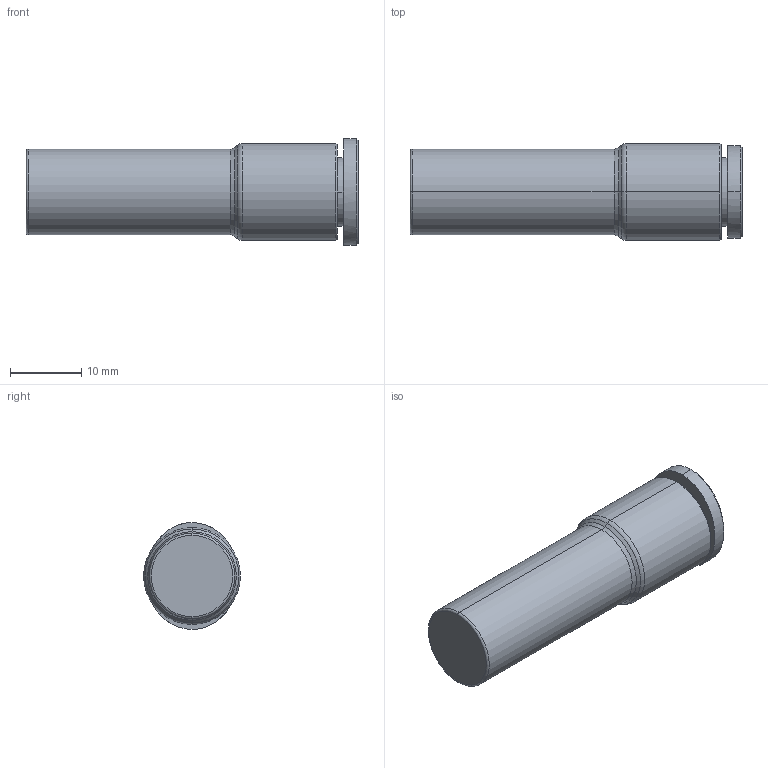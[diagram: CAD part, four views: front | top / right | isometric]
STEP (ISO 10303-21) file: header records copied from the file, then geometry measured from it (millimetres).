
FILE_DESCRIPTION((''),'2;1');
FILE_NAME('GPGJ_1208(3D).stp','2012-12-20T14:40:48',(''),(''),'Mechanical Desktop.R8.0.24.0','Mechanical Desktop.R8.0.24.0',', , ');
FILE_SCHEMA(('CONFIG_CONTROL_DESIGN'));
Length unit declared in the file: millimetre
Products named in the file (2): GPGJ_1208(3D); ºÎÇ°1
Assembly tree (1 placements, depth 2):
  GPGJ_1208(3D)
    ºÎÇ°1
Bounding box: 46.6 x 13.6 x 15 mm (x, y, z)
Volume: 4825 mm3; surface area: 2711.9 mm2
Topology: 1 solids, 1 shells, 398 faces, 1120 edges, 743 vertices
Faces by surface type: plane 338, bspline 31, cylinder 17, cone 8, torus 4
Entity records: 13475 total; most frequent: CARTESIAN_POINT 3095, ORIENTED_EDGE 2240, DIRECTION 1964, EDGE_CURVE 1120, VECTOR 1004, LINE 1004, VERTEX_POINT 743, AXIS2_PLACEMENT_3D 480
